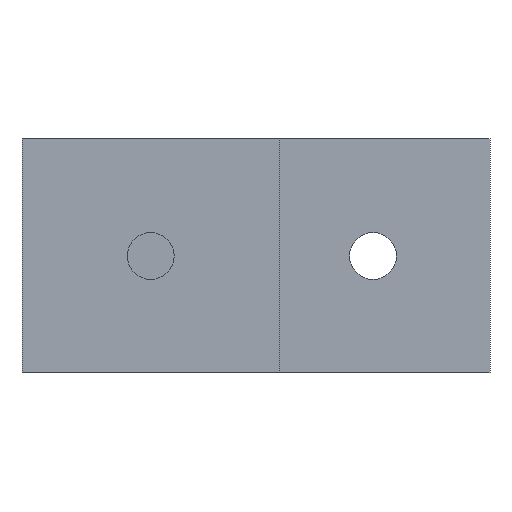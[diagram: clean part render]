
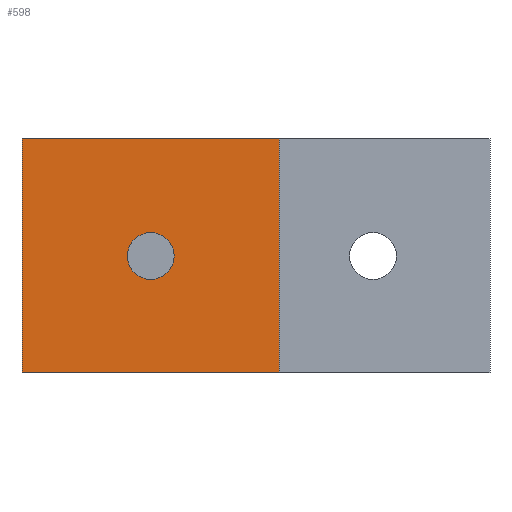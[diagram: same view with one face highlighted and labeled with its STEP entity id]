
A CAD part, left-side view. The second image highlights one B-rep face of the part: STEP entity #598.
In plain terms, the highlighted planar face has unit normal (-1, 0, 0).
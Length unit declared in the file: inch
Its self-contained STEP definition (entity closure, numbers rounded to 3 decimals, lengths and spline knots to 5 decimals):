
#66=LINE('',#940,#138);
#67=LINE('',#943,#139);
#68=LINE('',#945,#140);
#69=LINE('',#946,#141);
#138=VECTOR('',#776,0.3937);
#139=VECTOR('',#779,0.3937);
#140=VECTOR('',#780,0.3937);
#141=VECTOR('',#781,0.3937);
#176=PLANE('',#656);
#195=FACE_BOUND('',#259,.T.);
#218=FACE_OUTER_BOUND('',#258,.T.);
#258=EDGE_LOOP('',(#495,#496,#497,#498));
#259=EDGE_LOOP('',(#499));
#274=CIRCLE('',#635,0.125);
#282=VERTEX_POINT('',#829);
#319=VERTEX_POINT('',#936);
#320=VERTEX_POINT('',#938);
#321=VERTEX_POINT('',#942);
#322=VERTEX_POINT('',#944);
#338=EDGE_CURVE('',#282,#282,#274,.T.);
#392=EDGE_CURVE('',#319,#320,#66,.T.);
#393=EDGE_CURVE('',#321,#319,#67,.T.);
#394=EDGE_CURVE('',#322,#320,#68,.T.);
#395=EDGE_CURVE('',#321,#322,#69,.T.);
#495=ORIENTED_EDGE('',*,*,#393,.T.);
#496=ORIENTED_EDGE('',*,*,#392,.T.);
#497=ORIENTED_EDGE('',*,*,#394,.F.);
#498=ORIENTED_EDGE('',*,*,#395,.F.);
#499=ORIENTED_EDGE('',*,*,#338,.T.);
#598=ADVANCED_FACE('',(#218,#195),#176,.T.);
#635=AXIS2_PLACEMENT_3D('',#830,#683,#684);
#656=AXIS2_PLACEMENT_3D('',#941,#777,#778);
#683=DIRECTION('center_axis',(1.,0.,0.));
#684=DIRECTION('ref_axis',(0.,0.,-1.));
#776=DIRECTION('',(0.,0.,1.));
#777=DIRECTION('center_axis',(-1.,0.,0.));
#778=DIRECTION('ref_axis',(0.,-1.,0.));
#779=DIRECTION('',(0.,-1.,0.));
#780=DIRECTION('',(0.,-1.,0.));
#781=DIRECTION('',(0.,0.,1.));
#829=CARTESIAN_POINT('',(-1.5,0.5625,0.75));
#830=CARTESIAN_POINT('Origin',(-1.5,0.5625,0.625));
#936=CARTESIAN_POINT('',(-1.5,-0.125,0.));
#938=CARTESIAN_POINT('',(-1.5,-0.125,1.25));
#940=CARTESIAN_POINT('',(-1.5,-0.125,0.));
#941=CARTESIAN_POINT('Origin',(-1.5,1.25,0.));
#942=CARTESIAN_POINT('',(-1.5,1.25,0.));
#943=CARTESIAN_POINT('',(-1.5,1.25,0.));
#944=CARTESIAN_POINT('',(-1.5,1.25,1.25));
#945=CARTESIAN_POINT('',(-1.5,1.25,1.25));
#946=CARTESIAN_POINT('',(-1.5,1.25,0.));
